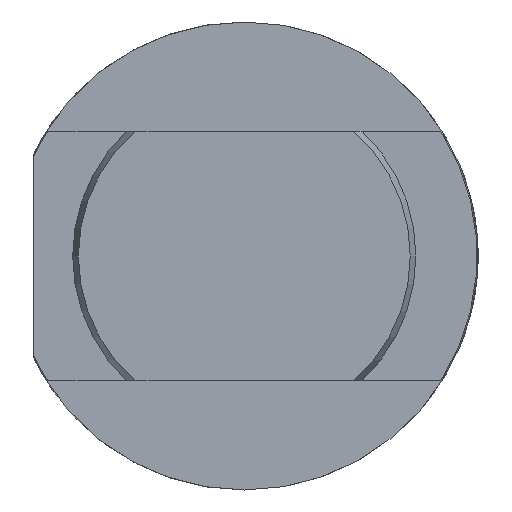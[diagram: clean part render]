
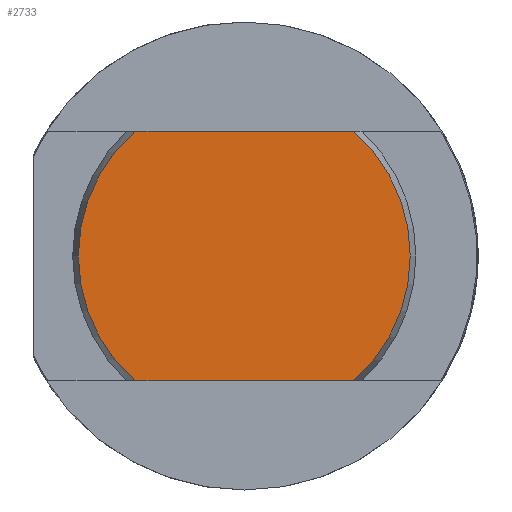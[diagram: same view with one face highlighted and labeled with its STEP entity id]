
A CAD part, left-side view. The second image highlights one B-rep face of the part: STEP entity #2733.
In plain terms, the highlighted planar face has unit normal (-1, 0, 0).
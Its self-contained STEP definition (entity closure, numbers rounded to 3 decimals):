
#813 = CARTESIAN_POINT ( 'NONE',  ( 0., 0., 0. ) ) ;
#818 = DIRECTION ( 'NONE',  ( -1., 0., 0. ) ) ;
#819 = DIRECTION ( 'NONE',  ( 0., 0., -1. ) ) ;
#849 = CARTESIAN_POINT ( 'NONE',  ( 0., 0., 0. ) ) ;
#858 = CARTESIAN_POINT ( 'NONE',  ( 0., 12.75, -8. ) ) ;
#859 = DIRECTION ( 'NONE',  ( 0., 1., 0. ) ) ;
#861 = DIRECTION ( 'NONE',  ( -1., 0., 0. ) ) ;
#862 = DIRECTION ( 'NONE',  ( 0., 0., -1. ) ) ;
#863 = CARTESIAN_POINT ( 'NONE',  ( 0., 12.75, 8. ) ) ;
#864 = DIRECTION ( 'NONE',  ( 0., -1., 0. ) ) ;
#1172 = CARTESIAN_POINT ( 'NONE',  ( 0., -7.009, -8. ) ) ;
#1187 = CARTESIAN_POINT ( 'NONE',  ( 0., 7.009, 8. ) ) ;
#1197 = CARTESIAN_POINT ( 'NONE',  ( 0., 7.009, -8. ) ) ;
#1213 = CARTESIAN_POINT ( 'NONE',  ( 0., -7.009, 8. ) ) ;
#1484 = LINE ( 'NONE', #863, #1485 ) ;
#1485 = VECTOR ( 'NONE', #864, 1000. ) ;
#1493 = CIRCLE ( 'NONE', #3347, 10.636 ) ;
#1667 = VECTOR ( 'NONE', #859, 1000. ) ;
#1669 = LINE ( 'NONE', #858, #1667 ) ;
#1672 = CIRCLE ( 'NONE', #3352, 10.636 ) ;
#1860 = ORIENTED_EDGE ( 'NONE', *, *, #3015, .F. ) ;
#1861 = ORIENTED_EDGE ( 'NONE', *, *, #3001, .T. ) ;
#1862 = ORIENTED_EDGE ( 'NONE', *, *, #3013, .F. ) ;
#1863 = ORIENTED_EDGE ( 'NONE', *, *, #3014, .T. ) ;
#2297 = EDGE_LOOP ( 'NONE', ( #1863, #1862, #1861, #1860 ) ) ;
#2547 = FACE_OUTER_BOUND ( 'NONE', #2297, .T. ) ;
#2733 = ADVANCED_FACE ( 'NONE', ( #2547 ), #3821, .F. ) ;
#3001 = EDGE_CURVE ( 'NONE', #3628, #3671, #1493, .T. ) ;
#3013 = EDGE_CURVE ( 'NONE', #3628, #3655, #1669, .T. ) ;
#3014 = EDGE_CURVE ( 'NONE', #3644, #3655, #1672, .T. ) ;
#3015 = EDGE_CURVE ( 'NONE', #3644, #3671, #1484, .T. ) ;
#3206 = AXIS2_PLACEMENT_3D ( 'NONE', #3823, #3819, #3817 ) ;
#3347 = AXIS2_PLACEMENT_3D ( 'NONE', #813, #818, #819 ) ;
#3352 = AXIS2_PLACEMENT_3D ( 'NONE', #849, #861, #862 ) ;
#3628 = VERTEX_POINT ( 'NONE', #1172 ) ;
#3644 = VERTEX_POINT ( 'NONE', #1187 ) ;
#3655 = VERTEX_POINT ( 'NONE', #1197 ) ;
#3671 = VERTEX_POINT ( 'NONE', #1213 ) ;
#3817 = DIRECTION ( 'NONE',  ( 0., 0., -1. ) ) ;
#3819 = DIRECTION ( 'NONE',  ( 1., 0., 0. ) ) ;
#3821 = PLANE ( 'NONE',  #3206 ) ;
#3823 = CARTESIAN_POINT ( 'NONE',  ( 0., 0., 0. ) ) ;
